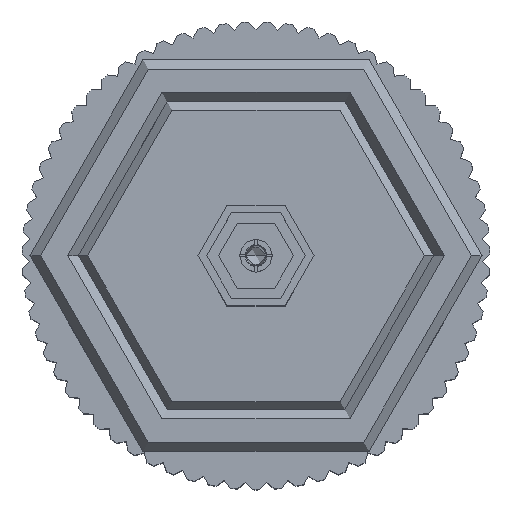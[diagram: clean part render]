
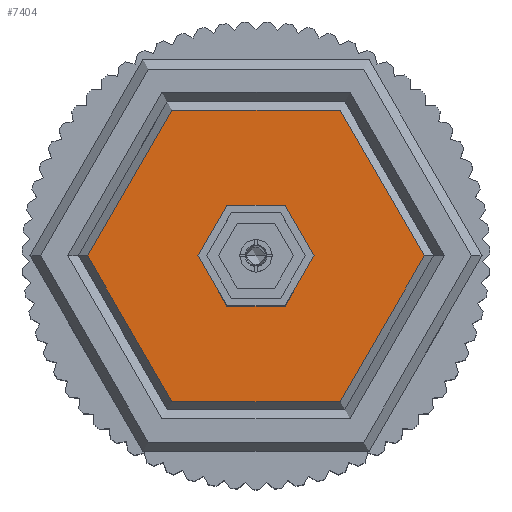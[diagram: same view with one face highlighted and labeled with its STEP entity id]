
A CAD part, top view. The second image highlights one B-rep face of the part: STEP entity #7404.
In plain terms, the highlighted planar face has unit normal (0, 0, 1).
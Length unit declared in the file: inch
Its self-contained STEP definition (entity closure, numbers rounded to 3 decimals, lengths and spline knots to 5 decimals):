
#91 = DIRECTION ( 'NONE',  ( 0., 0., -1. ) ) ;
#164 = CARTESIAN_POINT ( 'NONE',  ( -0.11657, 0.01017, 2.09232 ) ) ;
#310 = AXIS2_PLACEMENT_3D ( 'NONE', #2769, #11385, #20597 ) ;
#1639 = CIRCLE ( 'NONE', #10657, 0.30899 ) ;
#1784 = EDGE_LOOP ( 'NONE', ( #19665, #11484 ) ) ;
#2769 = CARTESIAN_POINT ( 'NONE',  ( -0.01007, 0.01017, 2.09232 ) ) ;
#5954 = AXIS2_PLACEMENT_3D ( 'NONE', #22068, #15047, #20418 ) ;
#7315 = EDGE_CURVE ( 'NONE', #20246, #13869, #15004, .T. ) ;
#7391 = DIRECTION ( 'NONE',  ( 1., 0., 0. ) ) ;
#7404 = ADVANCED_FACE ( 'NONE', ( #12401, #22879 ), #21225, .T. ) ;
#7432 = CIRCLE ( 'NONE', #17972, 0.30899 ) ;
#7516 = CARTESIAN_POINT ( 'NONE',  ( -0.01007, 0.01017, 2.09232 ) ) ;
#8211 = EDGE_CURVE ( 'NONE', #13869, #20246, #13060, .T. ) ;
#8992 = EDGE_LOOP ( 'NONE', ( #12452, #23089 ) ) ;
#10657 = AXIS2_PLACEMENT_3D ( 'NONE', #7516, #12699, #7391 ) ;
#10764 = VERTEX_POINT ( 'NONE', #19574 ) ;
#10970 = CARTESIAN_POINT ( 'NONE',  ( -0.01007, 0.01017, 2.09232 ) ) ;
#11385 = DIRECTION ( 'NONE',  ( 0., 0., 1. ) ) ;
#11484 = ORIENTED_EDGE ( 'NONE', *, *, #22797, .F. ) ;
#12401 = FACE_OUTER_BOUND ( 'NONE', #1784, .T. ) ;
#12452 = ORIENTED_EDGE ( 'NONE', *, *, #7315, .F. ) ;
#12604 = CARTESIAN_POINT ( 'NONE',  ( -0.31907, 0.01017, 2.09232 ) ) ;
#12699 = DIRECTION ( 'NONE',  ( 0., 0., -1. ) ) ;
#13060 = CIRCLE ( 'NONE', #310, 0.1065 ) ;
#13869 = VERTEX_POINT ( 'NONE', #20839 ) ;
#15004 = CIRCLE ( 'NONE', #5954, 0.1065 ) ;
#15047 = DIRECTION ( 'NONE',  ( 0., 0., 1. ) ) ;
#15760 = AXIS2_PLACEMENT_3D ( 'NONE', #17835, #16093, #16701 ) ;
#16093 = DIRECTION ( 'NONE',  ( 0., 0., 1. ) ) ;
#16701 = DIRECTION ( 'NONE',  ( 1., 0., 0. ) ) ;
#17592 = EDGE_CURVE ( 'NONE', #20260, #10764, #7432, .T. ) ;
#17835 = CARTESIAN_POINT ( 'NONE',  ( -0.01007, 0.01017, 2.09232 ) ) ;
#17972 = AXIS2_PLACEMENT_3D ( 'NONE', #10970, #91, #20284 ) ;
#19574 = CARTESIAN_POINT ( 'NONE',  ( 0.29892, 0.01017, 2.09232 ) ) ;
#19665 = ORIENTED_EDGE ( 'NONE', *, *, #17592, .F. ) ;
#20246 = VERTEX_POINT ( 'NONE', #164 ) ;
#20260 = VERTEX_POINT ( 'NONE', #12604 ) ;
#20284 = DIRECTION ( 'NONE',  ( 1., 0., 0. ) ) ;
#20418 = DIRECTION ( 'NONE',  ( 1., 0., 0. ) ) ;
#20597 = DIRECTION ( 'NONE',  ( 1., 0., 0. ) ) ;
#20839 = CARTESIAN_POINT ( 'NONE',  ( 0.09642, 0.01017, 2.09232 ) ) ;
#21225 = PLANE ( 'NONE',  #15760 ) ;
#22068 = CARTESIAN_POINT ( 'NONE',  ( -0.01007, 0.01017, 2.09232 ) ) ;
#22797 = EDGE_CURVE ( 'NONE', #10764, #20260, #1639, .T. ) ;
#22879 = FACE_BOUND ( 'NONE', #8992, .T. ) ;
#23089 = ORIENTED_EDGE ( 'NONE', *, *, #8211, .F. ) ;
